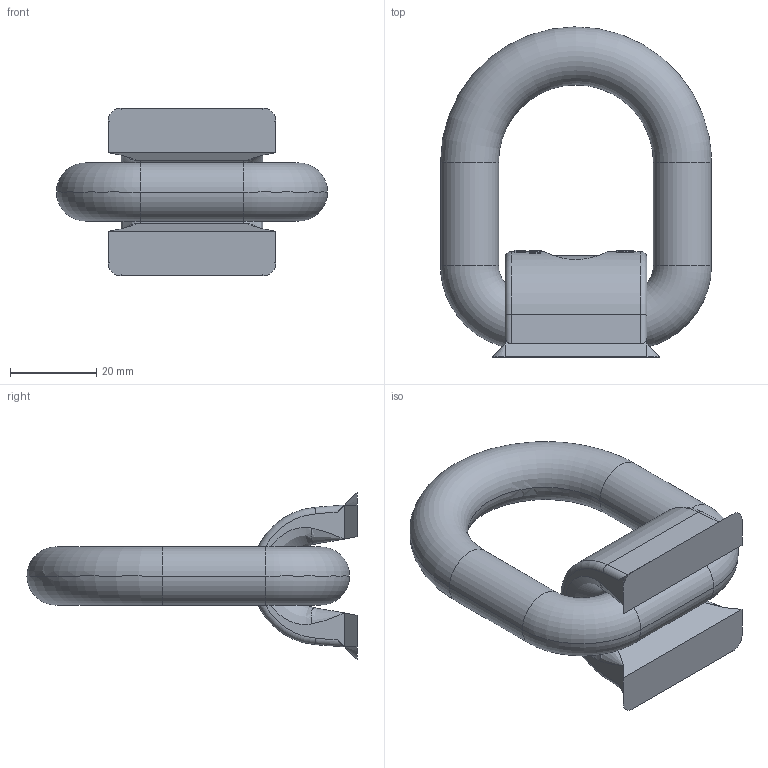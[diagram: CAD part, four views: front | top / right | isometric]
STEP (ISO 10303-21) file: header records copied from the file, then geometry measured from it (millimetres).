
FILE_DESCRIPTION((''),'2;1');
FILE_NAME('3LBS-RS-0_5','2005-01-19T',('jakubetz'),(''),'PRO/ENGINEER BY PARAMETRIC TECHNOLOGY CORPORATION, 2001400','PRO/ENGINEER BY PARAMETRIC TECHNOLOGY CORPORATION, 2001400','');
FILE_SCHEMA(('CONFIG_CONTROL_DESIGN'));
Length unit declared in the file: millimetre
Products named in the file (1): 3LBS-RS-0_5
Bounding box: 63 x 76.75 x 39 mm (x, y, z)
Volume: 41839.7 mm3; surface area: 14747.3 mm2
Topology: 2 solids, 3 shells, 430 faces, 1208 edges, 792 vertices
Faces by surface type: plane 378, cylinder 34, torus 8, bspline 6, cone 4
Entity records: 15378 total; most frequent: CARTESIAN_POINT 5231, ORIENTED_EDGE 2396, DIRECTION 1662, EDGE_CURVE 1200, VERTEX_POINT 792, AXIS2_PLACEMENT_3D 571, B_SPLINE_CURVE_WITH_KNOTS 534, VECTOR 520
